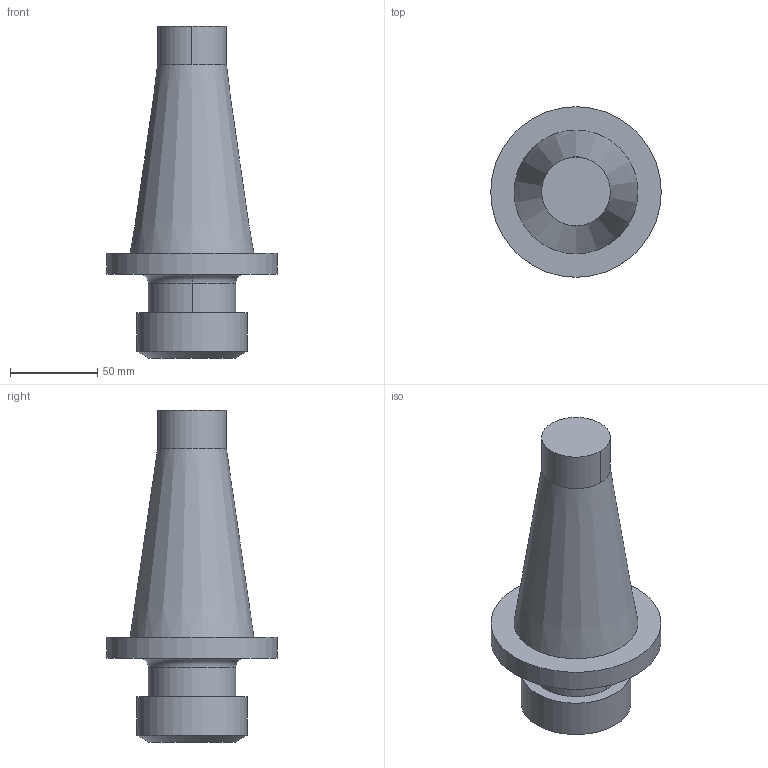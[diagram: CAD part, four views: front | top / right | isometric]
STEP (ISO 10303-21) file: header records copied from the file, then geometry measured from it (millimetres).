
FILE_DESCRIPTION(/* description */ (''),/* implementation_level */ '2;1');
FILE_NAME(/* name */ '2080.50-CC.ER40.063.stp',/* time_stamp */ '2024-06-23T16:41:56+02:00',/* author */ (''),/* organization */ (''),/* preprocessor_version */ 'ST-DEVELOPER v16.7',/* originating_system */ 'SIEMENS PLM Software NX 12.0',/* authorisation */ '');
FILE_SCHEMA (('AUTOMOTIVE_DESIGN { 1 0 10303 214 3 1 1 1 }'));
Length unit declared in the file: millimetre
Products named in the file (1): pf660F5CA0AEj85x
Bounding box: 97.5 x 97.5 x 189.8 mm (x, y, z)
Volume: 502179 mm3; surface area: 47410.5 mm2
Topology: 1 solids, 1 shells, 15 faces, 31 edges, 21 vertices
Faces by surface type: cylinder 6, plane 5, cone 2, torus 2
Full cylindrical faces by diameter (mm): 62.9 x1, 97.5 x1
Entity records: 493 total; most frequent: DIRECTION 90, CARTESIAN_POINT 75, ORIENTED_EDGE 62, AXIS2_PLACEMENT_3D 40, EDGE_CURVE 31, VERTEX_POINT 25, EDGE_LOOP 22, CIRCLE 21
